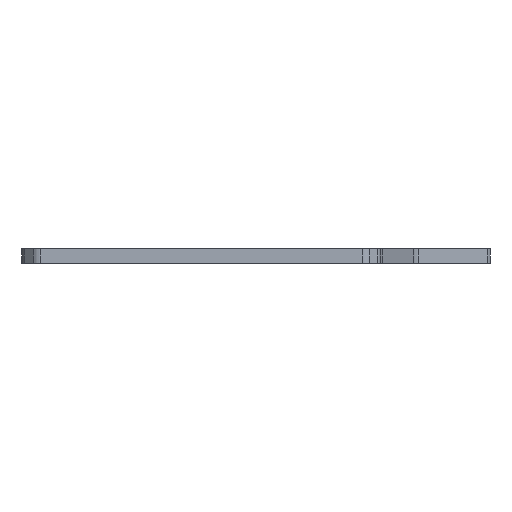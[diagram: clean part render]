
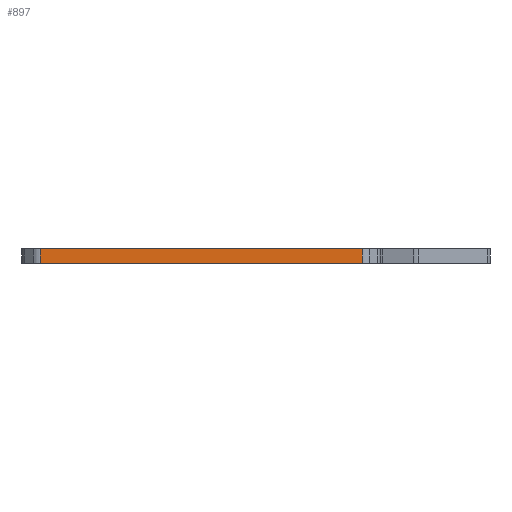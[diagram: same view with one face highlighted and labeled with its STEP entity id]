
A CAD part, left-side view. The second image highlights one B-rep face of the part: STEP entity #897.
In plain terms, the highlighted planar face has unit normal (-1, 0, 0).
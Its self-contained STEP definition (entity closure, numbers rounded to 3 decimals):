
#39 = CARTESIAN_POINT ( 'NONE',  ( 0., 3.828, 3.175 ) ) ;
#51 = DIRECTION ( 'NONE',  ( 0., -1., 0. ) ) ;
#172 = EDGE_CURVE ( 'NONE', #216, #710, #1682, .T. ) ;
#216 = VERTEX_POINT ( 'NONE', #2131 ) ;
#293 = VECTOR ( 'NONE', #342, 1000. ) ;
#342 = DIRECTION ( 'NONE',  ( 0., 0., -1. ) ) ;
#384 = DIRECTION ( 'NONE',  ( 0., 0., 1. ) ) ;
#453 = CARTESIAN_POINT ( 'NONE',  ( 0., 0., 0. ) ) ;
#481 = PLANE ( 'NONE',  #1943 ) ;
#502 = LINE ( 'NONE', #453, #2328 ) ;
#531 = EDGE_LOOP ( 'NONE', ( #1770, #1310, #1942, #2023 ) ) ;
#710 = VERTEX_POINT ( 'NONE', #39 ) ;
#745 = DIRECTION ( 'NONE',  ( 0., 0., -1. ) ) ;
#752 = CARTESIAN_POINT ( 'NONE',  ( 0., 72.372, 0. ) ) ;
#769 = CARTESIAN_POINT ( 'NONE',  ( 0., 3.828, 0. ) ) ;
#808 = LINE ( 'NONE', #2017, #293 ) ;
#890 = CARTESIAN_POINT ( 'NONE',  ( 0., 0., 3.175 ) ) ;
#897 = ADVANCED_FACE ( 'NONE', ( #1940 ), #481, .F. ) ;
#1036 = LINE ( 'NONE', #2051, #2188 ) ;
#1094 = VERTEX_POINT ( 'NONE', #752 ) ;
#1269 = EDGE_CURVE ( 'NONE', #1094, #2025, #502, .T. ) ;
#1310 = ORIENTED_EDGE ( 'NONE', *, *, #1976, .T. ) ;
#1325 = CARTESIAN_POINT ( 'NONE',  ( 0., 0., 3.175 ) ) ;
#1542 = VECTOR ( 'NONE', #51, 1000. ) ;
#1682 = LINE ( 'NONE', #890, #1542 ) ;
#1770 = ORIENTED_EDGE ( 'NONE', *, *, #1269, .T. ) ;
#1940 = FACE_OUTER_BOUND ( 'NONE', #531, .T. ) ;
#1942 = ORIENTED_EDGE ( 'NONE', *, *, #172, .F. ) ;
#1943 = AXIS2_PLACEMENT_3D ( 'NONE', #1325, #2202, #745 ) ;
#1976 = EDGE_CURVE ( 'NONE', #2025, #710, #1036, .T. ) ;
#2017 = CARTESIAN_POINT ( 'NONE',  ( 0., 72.372, 0. ) ) ;
#2023 = ORIENTED_EDGE ( 'NONE', *, *, #2518, .T. ) ;
#2025 = VERTEX_POINT ( 'NONE', #769 ) ;
#2051 = CARTESIAN_POINT ( 'NONE',  ( 0., 3.828, 3.175 ) ) ;
#2131 = CARTESIAN_POINT ( 'NONE',  ( 0., 72.372, 3.175 ) ) ;
#2188 = VECTOR ( 'NONE', #384, 1000. ) ;
#2202 = DIRECTION ( 'NONE',  ( 1., 0., 0. ) ) ;
#2328 = VECTOR ( 'NONE', #2330, 1000. ) ;
#2330 = DIRECTION ( 'NONE',  ( 0., -1., 0. ) ) ;
#2518 = EDGE_CURVE ( 'NONE', #216, #1094, #808, .T. ) ;
